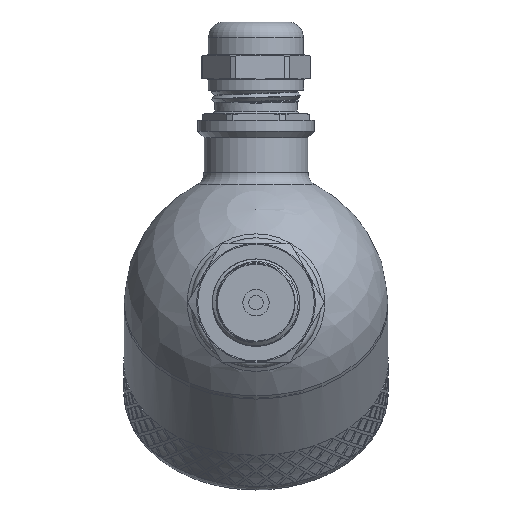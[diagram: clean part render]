
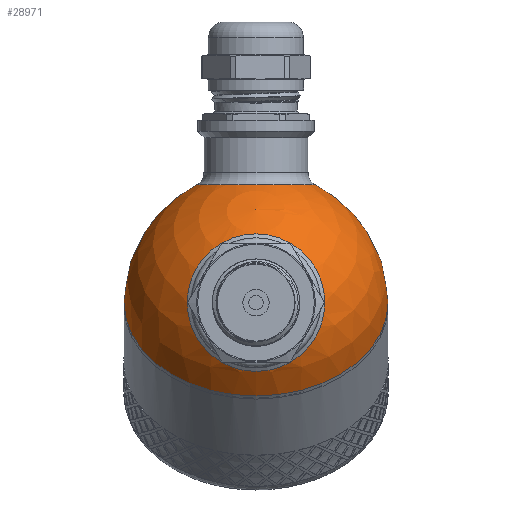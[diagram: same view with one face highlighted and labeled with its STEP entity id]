
A CAD part, left-side view. The second image highlights one B-rep face of the part: STEP entity #28971.
In plain terms, the highlighted spherical face has radius 30 mm.
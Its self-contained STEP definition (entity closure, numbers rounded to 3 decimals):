
#145=SPHERICAL_SURFACE('',#30772,30.);
#275=FACE_BOUND('',#4225,.T.);
#276=FACE_BOUND('',#4226,.T.);
#2371=FACE_OUTER_BOUND('',#4224,.T.);
#4224=EDGE_LOOP('',(#20926,#20927,#20928,#20929));
#4225=EDGE_LOOP('',(#20930));
#4226=EDGE_LOOP('',(#20931));
#5961=CIRCLE('',#30695,30.);
#5962=CIRCLE('',#30696,30.);
#5989=CIRCLE('',#30768,13.5);
#5992=CIRCLE('',#30773,30.);
#5993=CIRCLE('',#30774,15.643);
#11412=VERTEX_POINT('',#38888);
#11413=VERTEX_POINT('',#38890);
#11940=VERTEX_POINT('',#45654);
#11942=VERTEX_POINT('',#45661);
#11943=VERTEX_POINT('',#45663);
#14529=EDGE_CURVE('',#11412,#11413,#5961,.T.);
#14530=EDGE_CURVE('',#11413,#11412,#5962,.T.);
#15323=EDGE_CURVE('',#11940,#11940,#5989,.T.);
#15326=EDGE_CURVE('',#11413,#11942,#5992,.T.);
#15327=EDGE_CURVE('',#11943,#11943,#5993,.T.);
#20926=ORIENTED_EDGE('',*,*,#14530,.F.);
#20927=ORIENTED_EDGE('',*,*,#15326,.T.);
#20928=ORIENTED_EDGE('',*,*,#15326,.F.);
#20929=ORIENTED_EDGE('',*,*,#14529,.F.);
#20930=ORIENTED_EDGE('',*,*,#15327,.F.);
#20931=ORIENTED_EDGE('',*,*,#15323,.F.);
#28971=ADVANCED_FACE('',(#2371,#275,#276),#145,.T.);
#30695=AXIS2_PLACEMENT_3D('',#38891,#32316,#32317);
#30696=AXIS2_PLACEMENT_3D('',#38892,#32318,#32319);
#30768=AXIS2_PLACEMENT_3D('',#45655,#32740,#32741);
#30772=AXIS2_PLACEMENT_3D('',#45660,#32748,#32749);
#30773=AXIS2_PLACEMENT_3D('',#45662,#32750,#32751);
#30774=AXIS2_PLACEMENT_3D('',#45664,#32752,#32753);
#32316=DIRECTION('center_axis',(1.,0.,0.));
#32317=DIRECTION('ref_axis',(0.,1.,0.));
#32318=DIRECTION('center_axis',(1.,0.,0.));
#32319=DIRECTION('ref_axis',(0.,1.,0.));
#32740=DIRECTION('center_axis',(-0.707,0.,-0.707));
#32741=DIRECTION('ref_axis',(-0.707,0.,0.707));
#32748=DIRECTION('center_axis',(1.,0.,0.));
#32749=DIRECTION('ref_axis',(0.,-1.,0.));
#32750=DIRECTION('center_axis',(0.,0.,1.));
#32751=DIRECTION('ref_axis',(0.,1.,0.));
#32752=DIRECTION('center_axis',(-0.707,0.,0.707));
#32753=DIRECTION('ref_axis',(0.707,0.,0.707));
#38888=CARTESIAN_POINT('',(0.,-30.,0.));
#38890=CARTESIAN_POINT('',(0.,30.,0.));
#38891=CARTESIAN_POINT('Origin',(0.,0.,0.));
#38892=CARTESIAN_POINT('Origin',(0.,0.,0.));
#45654=CARTESIAN_POINT('',(-9.398,0.,-28.49));
#45655=CARTESIAN_POINT('Origin',(-18.944,0.,-18.944));
#45660=CARTESIAN_POINT('Origin',(0.,0.,0.));
#45661=CARTESIAN_POINT('',(-30.,0.,0.));
#45662=CARTESIAN_POINT('Origin',(0.,0.,0.));
#45663=CARTESIAN_POINT('',(-29.162,0.,7.04));
#45664=CARTESIAN_POINT('Origin',(-18.101,0.,18.101));
